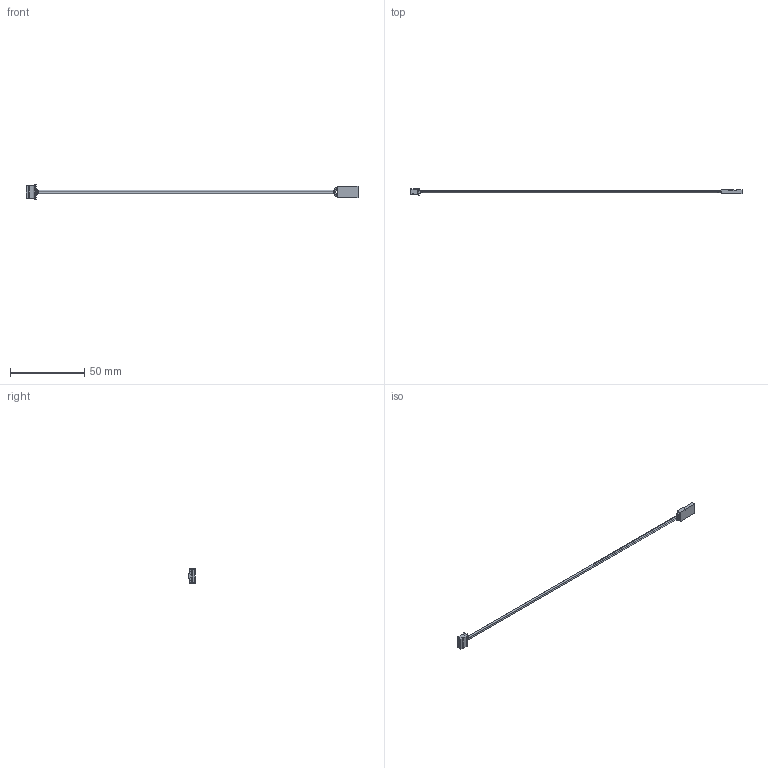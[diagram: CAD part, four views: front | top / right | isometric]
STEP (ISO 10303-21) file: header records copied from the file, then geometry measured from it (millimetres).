
FILE_DESCRIPTION (( 'STEP AP214' ), '1' );
FILE_NAME ('am-5518 8 inch SPARK MAX PWM Cable.STEP', '2024-08-26T14:15:20', ( '' ), ( '' ), 'SwSTEP 2.0', 'SolidWorks 2024', '' );
FILE_SCHEMA (( 'AUTOMOTIVE_DESIGN' ));
Length unit declared in the file: inch
Products named in the file (6): am-5518 8 inch SPARK MAX PWM Cable; Signal Ground End Curves PHR; Female_PWM; phr-4; Signal Ground End Curves; 8inch 22AWG SPARK MAX PWM Wire
Assembly tree (5 placements, depth 2):
  am-5518 8 inch SPARK MAX PWM Cable
    Female_PWM
    Signal Ground End Curves
    8inch 22AWG SPARK MAX PWM Wire
    phr-4
    Signal Ground End Curves PHR
Bounding box: 224.07 x 4.5 x 9.8 mm (x, y, z)
Volume: 939.5 mm3; surface area: 2389.4 mm2
Topology: 8 solids, 8 shells, 211 faces, 496 edges, 314 vertices
Faces by surface type: plane 169, cylinder 26, torus 16
Entity records: 6180 total; most frequent: CARTESIAN_POINT 1029, DIRECTION 1022, ORIENTED_EDGE 992, EDGE_CURVE 496, LINE 408, VECTOR 408, VERTEX_POINT 314, AXIS2_PLACEMENT_3D 307
